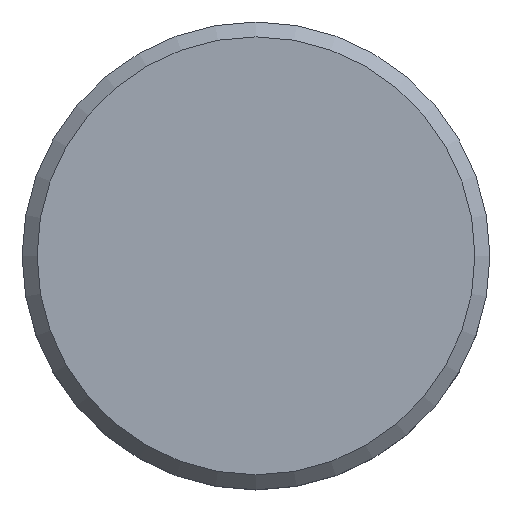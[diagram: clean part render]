
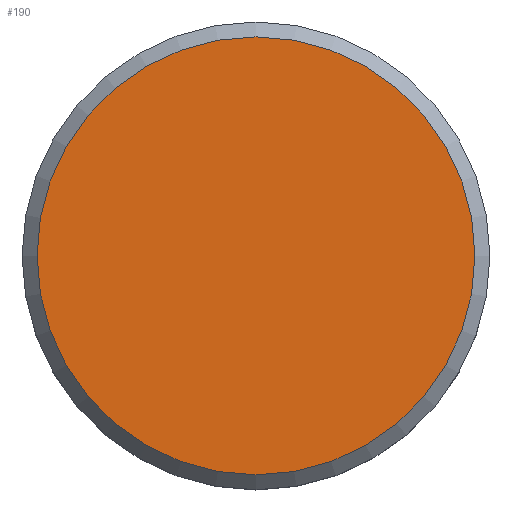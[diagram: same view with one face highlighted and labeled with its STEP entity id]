
A CAD part, top view. The second image highlights one B-rep face of the part: STEP entity #190.
In plain terms, the highlighted planar face has unit normal (0, 0, 1).
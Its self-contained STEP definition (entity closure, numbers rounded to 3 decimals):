
#145 = VERTEX_POINT('',#146);
#146 = CARTESIAN_POINT('',(-4.399,0.,4.5));
#154 = EDGE_CURVE('',#145,#145,#155,.T.);
#155 = CIRCLE('',#156,4.399);
#156 = AXIS2_PLACEMENT_3D('',#157,#158,#159);
#157 = CARTESIAN_POINT('',(0.,0.,4.5));
#158 = DIRECTION('',(0.,0.,1.));
#159 = DIRECTION('',(-1.,-0.,0.));
#190 = ADVANCED_FACE('',(#191),#194,.T.);
#191 = FACE_BOUND('',#192,.T.);
#192 = EDGE_LOOP('',(#193));
#193 = ORIENTED_EDGE('',*,*,#154,.T.);
#194 = PLANE('',#195);
#195 = AXIS2_PLACEMENT_3D('',#196,#197,#198);
#196 = CARTESIAN_POINT('',(0.,0.,4.5));
#197 = DIRECTION('',(0.,0.,1.));
#198 = DIRECTION('',(-1.,0.,0.));
